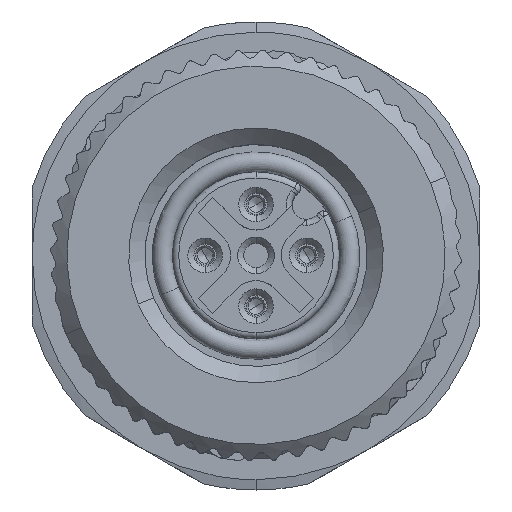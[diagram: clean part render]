
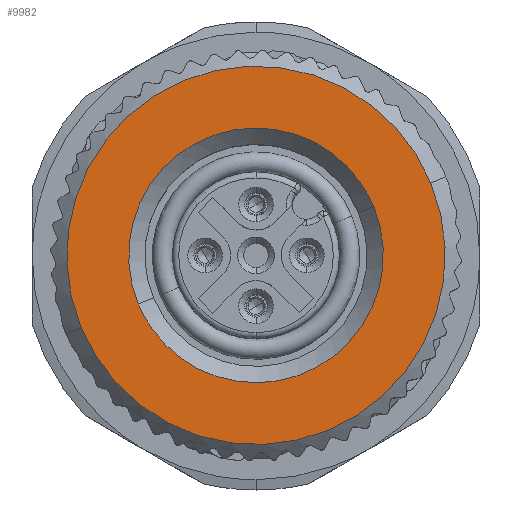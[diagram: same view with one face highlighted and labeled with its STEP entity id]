
A CAD part, top view. The second image highlights one B-rep face of the part: STEP entity #9982.
In plain terms, the highlighted planar face has unit normal (0, 0, 1).
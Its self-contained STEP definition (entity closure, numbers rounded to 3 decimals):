
#5863=AXIS2_PLACEMENT_3D('Circle Axis2P3D',#5861,#5862,$) ;
#6957=AXIS2_PLACEMENT_3D('Circle Axis2P3D',#6955,#6956,$) ;
#9916=AXIS2_PLACEMENT_3D('Plane Axis2P3D',#9913,#9914,#9915) ;
#4880=CARTESIAN_POINT('Vertex',(2.405,7.949,26.15)) ;
#5858=CARTESIAN_POINT('Vertex',(19.595,15.051,26.15)) ;
#5861=CARTESIAN_POINT('Axis2P3D Location',(11.,11.5,26.15)) ;
#6955=CARTESIAN_POINT('Axis2P3D Location',(11.,11.5,26.15)) ;
#9913=CARTESIAN_POINT('Axis2P3D Location',(11.,11.5,26.15)) ;
#9923=CARTESIAN_POINT('Control Point',(5.216,9.11,26.15)) ;
#9924=CARTESIAN_POINT('Control Point',(4.982,9.677,26.15)) ;
#9925=CARTESIAN_POINT('Control Point',(4.817,10.272,26.15)) ;
#9926=CARTESIAN_POINT('Control Point',(4.726,10.884,26.15)) ;
#9927=CARTESIAN_POINT('Control Point',(4.697,12.118,26.15)) ;
#9928=CARTESIAN_POINT('Control Point',(4.966,13.323,26.15)) ;
#9929=CARTESIAN_POINT('Control Point',(5.174,13.906,26.15)) ;
#9930=CARTESIAN_POINT('Control Point',(5.728,15.01,26.15)) ;
#9931=CARTESIAN_POINT('Control Point',(6.532,15.947,26.15)) ;
#9932=CARTESIAN_POINT('Control Point',(6.99,16.364,26.15)) ;
#9933=CARTESIAN_POINT('Control Point',(7.998,17.077,26.15)) ;
#9934=CARTESIAN_POINT('Control Point',(9.148,17.526,26.15)) ;
#9935=CARTESIAN_POINT('Control Point',(9.748,17.678,26.15)) ;
#9936=CARTESIAN_POINT('Control Point',(10.973,17.833,26.15)) ;
#9937=CARTESIAN_POINT('Control Point',(12.199,17.689,26.15)) ;
#9938=CARTESIAN_POINT('Control Point',(12.8,17.541,26.15)) ;
#9939=CARTESIAN_POINT('Control Point',(13.954,17.102,26.15)) ;
#9940=CARTESIAN_POINT('Control Point',(14.968,16.398,26.15)) ;
#9941=CARTESIAN_POINT('Control Point',(15.429,15.985,26.15)) ;
#9942=CARTESIAN_POINT('Control Point',(16.005,15.326,26.15)) ;
#9943=CARTESIAN_POINT('Control Point',(16.455,14.583,26.15)) ;
#9944=CARTESIAN_POINT('Control Point',(16.577,14.357,26.15)) ;
#9945=CARTESIAN_POINT('Control Point',(16.687,14.126,26.15)) ;
#9946=CARTESIAN_POINT('Control Point',(16.784,13.89,26.15)) ;
#9947=CARTESIAN_POINT('Vertex',(5.216,9.11,26.15)) ;
#9949=CARTESIAN_POINT('Vertex',(16.784,13.89,26.15)) ;
#9953=CARTESIAN_POINT('Control Point',(16.784,13.89,26.15)) ;
#9954=CARTESIAN_POINT('Control Point',(17.018,13.323,26.15)) ;
#9955=CARTESIAN_POINT('Control Point',(17.183,12.728,26.15)) ;
#9956=CARTESIAN_POINT('Control Point',(17.274,12.116,26.15)) ;
#9957=CARTESIAN_POINT('Control Point',(17.303,10.882,26.15)) ;
#9958=CARTESIAN_POINT('Control Point',(17.034,9.677,26.15)) ;
#9959=CARTESIAN_POINT('Control Point',(16.826,9.094,26.15)) ;
#9960=CARTESIAN_POINT('Control Point',(16.272,7.99,26.15)) ;
#9961=CARTESIAN_POINT('Control Point',(15.468,7.053,26.15)) ;
#9962=CARTESIAN_POINT('Control Point',(15.01,6.636,26.15)) ;
#9963=CARTESIAN_POINT('Control Point',(14.002,5.923,26.15)) ;
#9964=CARTESIAN_POINT('Control Point',(12.852,5.474,26.15)) ;
#9965=CARTESIAN_POINT('Control Point',(12.252,5.322,26.15)) ;
#9966=CARTESIAN_POINT('Control Point',(11.027,5.167,26.15)) ;
#9967=CARTESIAN_POINT('Control Point',(9.801,5.311,26.15)) ;
#9968=CARTESIAN_POINT('Control Point',(9.2,5.459,26.15)) ;
#9969=CARTESIAN_POINT('Control Point',(8.046,5.898,26.15)) ;
#9970=CARTESIAN_POINT('Control Point',(7.032,6.602,26.15)) ;
#9971=CARTESIAN_POINT('Control Point',(6.571,7.015,26.15)) ;
#9972=CARTESIAN_POINT('Control Point',(5.995,7.674,26.15)) ;
#9973=CARTESIAN_POINT('Control Point',(5.545,8.417,26.15)) ;
#9974=CARTESIAN_POINT('Control Point',(5.423,8.643,26.15)) ;
#9975=CARTESIAN_POINT('Control Point',(5.313,8.874,26.15)) ;
#9976=CARTESIAN_POINT('Control Point',(5.216,9.11,26.15)) ;
#5862=DIRECTION('Axis2P3D Direction',(0.,0.,-1.)) ;
#6956=DIRECTION('Axis2P3D Direction',(0.,0.,-1.)) ;
#9914=DIRECTION('Axis2P3D Direction',(0.,0.,1.)) ;
#9915=DIRECTION('Axis2P3D XDirection',(-0.924,-0.382,0.)) ;
#9919=ORIENTED_EDGE('',*,*,#5865,.T.) ;
#9920=ORIENTED_EDGE('',*,*,#6959,.T.) ;
#9979=ORIENTED_EDGE('',*,*,#9951,.T.) ;
#9980=ORIENTED_EDGE('',*,*,#9977,.T.) ;
#9981=FACE_BOUND('',#9978,.T.) ;
#9982=ADVANCED_FACE('Hauptk\X2\00F6\X0\rper',(#9921,#9981),#9917,.T.) ;
#9922=B_SPLINE_CURVE_WITH_KNOTS('',5,(#9923,#9924,#9925,#9926,#9927,#9928,#9929,#9930,#9931,#9932,#9933,#9934,#9935,#9936,#9937,#9938,#9939,#9940,#9941,#9942,#9943,#9944,#9945,#9946),.UNSPECIFIED.,.F.,.U.,(6,3,3,3,3,3,3,6),(0.,4.333,8.666,12.999,17.332,21.665,25.998,27.804),.UNSPECIFIED.) ;
#9952=B_SPLINE_CURVE_WITH_KNOTS('',5,(#9953,#9954,#9955,#9956,#9957,#9958,#9959,#9960,#9961,#9962,#9963,#9964,#9965,#9966,#9967,#9968,#9969,#9970,#9971,#9972,#9973,#9974,#9975,#9976),.UNSPECIFIED.,.F.,.U.,(6,3,3,3,3,3,3,6),(0.,4.333,8.666,12.999,17.332,21.665,25.998,27.804),.UNSPECIFIED.) ;
#5864=CIRCLE('generated circle',#5863,9.3) ;
#6958=CIRCLE('generated circle',#6957,9.3) ;
#5865=EDGE_CURVE('',#4881,#5859,#5864,.F.) ;
#6959=EDGE_CURVE('',#5859,#4881,#6958,.F.) ;
#9951=EDGE_CURVE('',#9948,#9950,#9922,.T.) ;
#9977=EDGE_CURVE('',#9950,#9948,#9952,.T.) ;
#9918=EDGE_LOOP('',(#9919,#9920)) ;
#9978=EDGE_LOOP('',(#9979,#9980)) ;
#9921=FACE_OUTER_BOUND('',#9918,.T.) ;
#9917=PLANE('',#9916) ;
#4881=VERTEX_POINT('',#4880) ;
#5859=VERTEX_POINT('',#5858) ;
#9948=VERTEX_POINT('',#9947) ;
#9950=VERTEX_POINT('',#9949) ;
